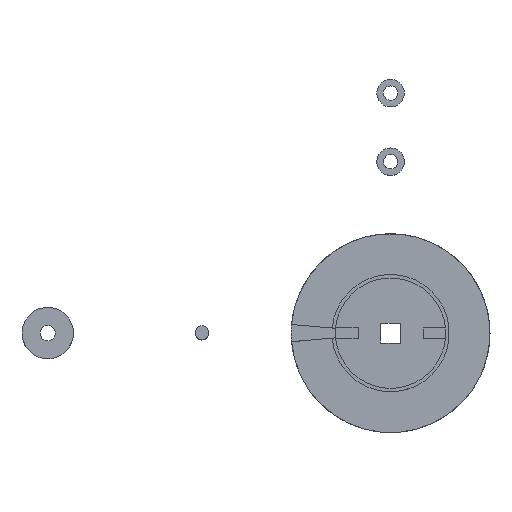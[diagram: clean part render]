
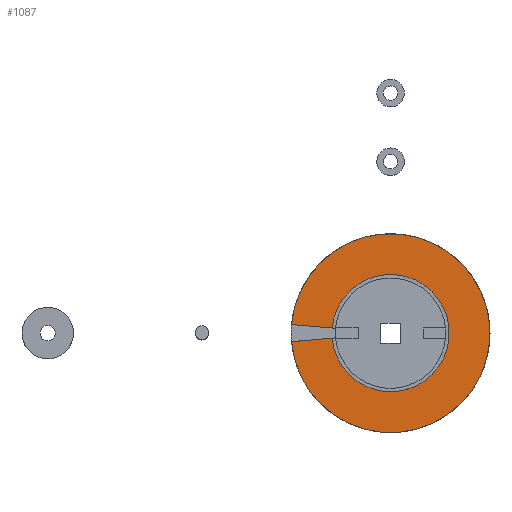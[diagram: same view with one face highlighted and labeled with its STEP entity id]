
A CAD part, top view. The second image highlights one B-rep face of the part: STEP entity #1087.
In plain terms, the highlighted planar face has unit normal (0, 0, 1).
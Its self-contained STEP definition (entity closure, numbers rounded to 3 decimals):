
#104=PLANE('',#1241);
#167=FACE_OUTER_BOUND('',#244,.T.);
#244=EDGE_LOOP('',(#948,#949,#950,#951));
#343=LINE('',#1839,#446);
#347=LINE('',#1847,#450);
#446=VECTOR('',#1528,10.);
#450=VECTOR('',#1534,10.);
#493=CIRCLE('',#1235,17.1);
#497=CIRCLE('',#1242,29.);
#567=VERTEX_POINT('',#1822);
#568=VERTEX_POINT('',#1823);
#573=VERTEX_POINT('',#1838);
#576=VERTEX_POINT('',#1846);
#697=EDGE_CURVE('',#567,#568,#493,.T.);
#705=EDGE_CURVE('',#573,#567,#343,.T.);
#709=EDGE_CURVE('',#568,#576,#347,.T.);
#710=EDGE_CURVE('',#576,#573,#497,.T.);
#948=ORIENTED_EDGE('',*,*,#697,.T.);
#949=ORIENTED_EDGE('',*,*,#709,.T.);
#950=ORIENTED_EDGE('',*,*,#710,.T.);
#951=ORIENTED_EDGE('',*,*,#705,.T.);
#1087=ADVANCED_FACE('',(#167),#104,.T.);
#1235=AXIS2_PLACEMENT_3D('',#1824,#1512,#1513);
#1241=AXIS2_PLACEMENT_3D('',#1845,#1532,#1533);
#1242=AXIS2_PLACEMENT_3D('',#1848,#1535,#1536);
#1512=DIRECTION('center_axis',(0.,0.,-1.));
#1513=DIRECTION('ref_axis',(-0.996,-0.086,0.));
#1528=DIRECTION('',(0.996,-0.086,0.));
#1532=DIRECTION('center_axis',(0.,0.,1.));
#1533=DIRECTION('ref_axis',(1.,0.,0.));
#1534=DIRECTION('',(-0.996,-0.086,0.));
#1535=DIRECTION('center_axis',(0.,0.,1.));
#1536=DIRECTION('ref_axis',(1.,0.,0.));
#1822=CARTESIAN_POINT('',(-17.036,1.474,2.));
#1823=CARTESIAN_POINT('',(-17.036,-1.474,2.));
#1824=CARTESIAN_POINT('Origin',(0.,0.,2.));
#1838=CARTESIAN_POINT('',(-28.892,2.5,2.));
#1839=CARTESIAN_POINT('',(-8.02,0.694,2.));
#1845=CARTESIAN_POINT('Origin',(0.,0.,2.));
#1846=CARTESIAN_POINT('',(-28.892,-2.5,2.));
#1847=CARTESIAN_POINT('',(-14.446,-1.25,2.));
#1848=CARTESIAN_POINT('Origin',(0.,0.,2.));
